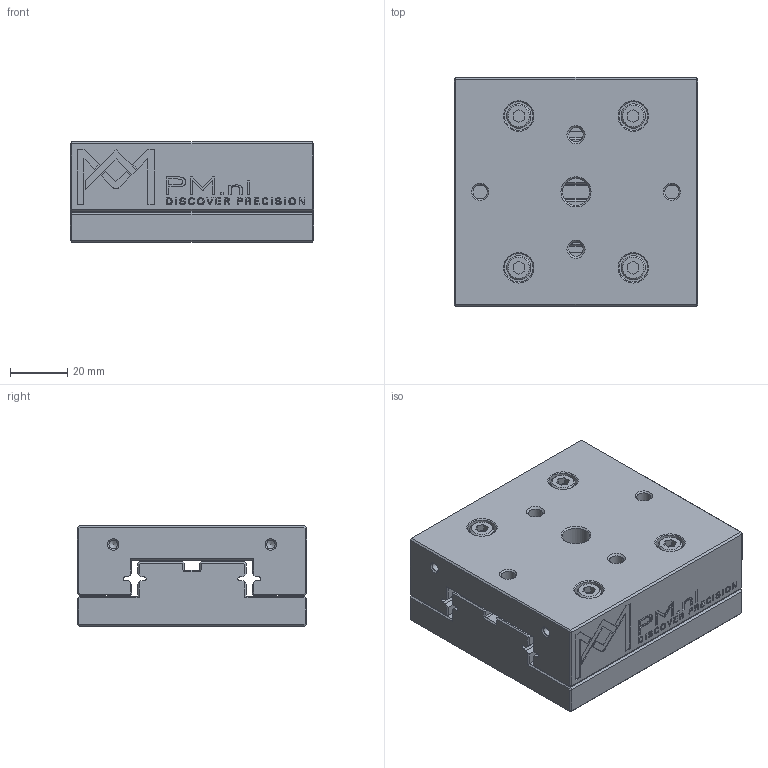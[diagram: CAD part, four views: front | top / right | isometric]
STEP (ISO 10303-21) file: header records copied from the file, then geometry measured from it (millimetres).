
FILE_DESCRIPTION(/* description */ (''),/* implementation_level */ '2;1');
FILE_NAME(/* name */ 'RTA-4080_stp.stp',/* time_stamp */ '2024-09-19T13:36:58+02:00',/* author */ (''),/* organization */ (''),/* preprocessor_version */ 'ST-DEVELOPER v16.7',/* originating_system */ 'SIEMENS PLM Software NX 12.0',/* authorisation */ '');
FILE_SCHEMA (('AUTOMOTIVE_DESIGN { 1 0 10303 214 3 1 1 1 }'));
Length unit declared in the file: millimetre
Products named in the file (1): RTA-4080_stp
Bounding box: 85 x 80 x 35 mm (x, y, z)
Volume: 222215.5 mm3; surface area: 48474.4 mm2
Topology: 2 solids, 2 shells, 892 faces, 2263 edges, 1471 vertices
Faces by surface type: plane 626, bspline 180, cone 45, cylinder 41
Full cylindrical faces by diameter (mm): 3 x4, 5 x6, 5.5 x4, 8.5 x8, 9.5 x1, 10 x12
Entity records: 30963 total; most frequent: CARTESIAN_POINT 7003, ORIENTED_EDGE 4338, DIRECTION 3360, EDGE_CURVE 2169, LINE 1684, VECTOR 1684, VERTEX_POINT 1457, EDGE_LOOP 1082
